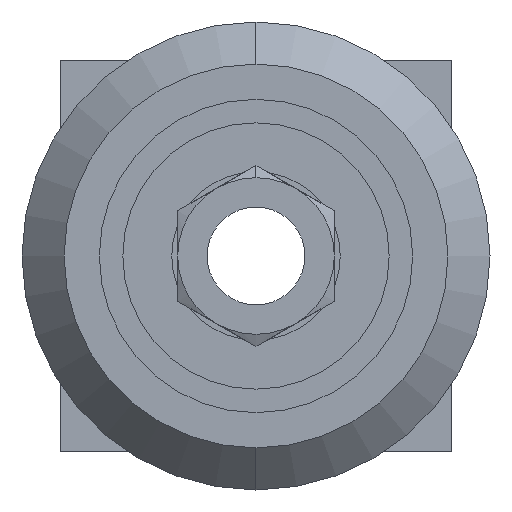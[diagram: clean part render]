
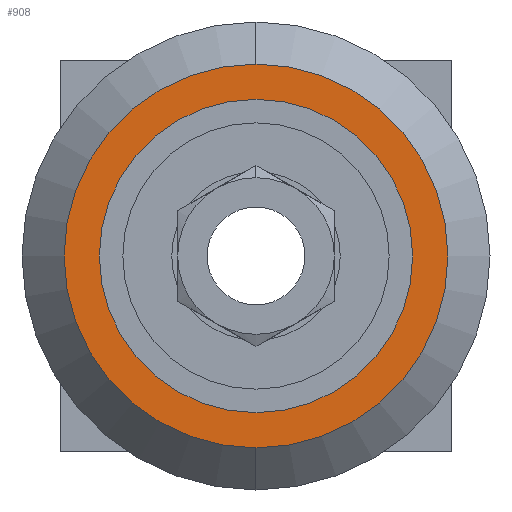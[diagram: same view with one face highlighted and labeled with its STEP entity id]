
A CAD part, left-side view. The second image highlights one B-rep face of the part: STEP entity #908.
In plain terms, the highlighted planar face has unit normal (-1, 0, 0).
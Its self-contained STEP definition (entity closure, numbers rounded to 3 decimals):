
#22 = VERTEX_POINT('',#23);
#23 = CARTESIAN_POINT('',(8.9,0.,-8.));
#32 = CYLINDRICAL_SURFACE('',#33,8.);
#33 = AXIS2_PLACEMENT_3D('',#34,#35,#36);
#34 = CARTESIAN_POINT('',(14.,0.,0.));
#35 = DIRECTION('',(1.,0.,0.));
#36 = DIRECTION('',(0.,0.,-1.));
#44 = CYLINDRICAL_SURFACE('',#45,8.);
#45 = AXIS2_PLACEMENT_3D('',#46,#47,#48);
#46 = CARTESIAN_POINT('',(14.,0.,0.));
#47 = DIRECTION('',(1.,0.,0.));
#48 = DIRECTION('',(0.,0.,-1.));
#90 = VERTEX_POINT('',#91);
#91 = CARTESIAN_POINT('',(8.9,0.,8.));
#112 = EDGE_CURVE('',#90,#22,#113,.T.);
#113 = SURFACE_CURVE('',#114,(#119,#126),.PCURVE_S1.);
#114 = CIRCLE('',#115,8.);
#115 = AXIS2_PLACEMENT_3D('',#116,#117,#118);
#116 = CARTESIAN_POINT('',(8.9,0.,0.));
#117 = DIRECTION('',(1.,-0.,0.));
#118 = DIRECTION('',(0.,0.,-1.));
#119 = PCURVE('',#32,#120);
#120 = DEFINITIONAL_REPRESENTATION('',(#121),#125);
#121 = LINE('',#122,#123);
#122 = CARTESIAN_POINT('',(0.,-5.1));
#123 = VECTOR('',#124,1.);
#124 = DIRECTION('',(1.,0.));
#125 = ( GEOMETRIC_REPRESENTATION_CONTEXT(2) 
PARAMETRIC_REPRESENTATION_CONTEXT() REPRESENTATION_CONTEXT('2D SPACE',''
  ) );
#126 = PCURVE('',#127,#132);
#127 = PLANE('',#128);
#128 = AXIS2_PLACEMENT_3D('',#129,#130,#131);
#129 = CARTESIAN_POINT('',(8.9,8.,0.));
#130 = DIRECTION('',(-1.,0.,0.));
#131 = DIRECTION('',(0.,0.,1.));
#132 = DEFINITIONAL_REPRESENTATION('',(#133),#141);
#133 = ( BOUNDED_CURVE() B_SPLINE_CURVE(2,(#134,#135,#136,#137,#138,#139
,#140),.UNSPECIFIED.,.T.,.F.) B_SPLINE_CURVE_WITH_KNOTS((1,2,2,2,2,1),(
    -2.094,0.,2.094,4.189,6.283,
8.378),.UNSPECIFIED.) CURVE() GEOMETRIC_REPRESENTATION_ITEM() 
RATIONAL_B_SPLINE_CURVE((1.,0.5,1.,0.5,1.,0.5,1.)) REPRESENTATION_ITEM(
  '') );
#134 = CARTESIAN_POINT('',(-8.,-8.));
#135 = CARTESIAN_POINT('',(-8.,5.856));
#136 = CARTESIAN_POINT('',(4.,-1.072));
#137 = CARTESIAN_POINT('',(16.,-8.));
#138 = CARTESIAN_POINT('',(4.,-14.928));
#139 = CARTESIAN_POINT('',(-8.,-21.856));
#140 = CARTESIAN_POINT('',(-8.,-8.));
#141 = ( GEOMETRIC_REPRESENTATION_CONTEXT(2) 
PARAMETRIC_REPRESENTATION_CONTEXT() REPRESENTATION_CONTEXT('2D SPACE',''
  ) );
#146 = EDGE_CURVE('',#147,#149,#151,.T.);
#147 = VERTEX_POINT('',#148);
#148 = CARTESIAN_POINT('',(8.9,0.,-9.8));
#149 = VERTEX_POINT('',#150);
#150 = CARTESIAN_POINT('',(8.9,0.,9.8));
#151 = SURFACE_CURVE('',#152,(#157,#169),.PCURVE_S1.);
#152 = CIRCLE('',#153,9.8);
#153 = AXIS2_PLACEMENT_3D('',#154,#155,#156);
#154 = CARTESIAN_POINT('',(8.9,0.,0.));
#155 = DIRECTION('',(1.,-0.,0.));
#156 = DIRECTION('',(0.,0.,-1.));
#157 = PCURVE('',#158,#163);
#158 = CONICAL_SURFACE('',#159,11.95,0.785);
#159 = AXIS2_PLACEMENT_3D('',#160,#161,#162);
#160 = CARTESIAN_POINT('',(11.05,0.,0.));
#161 = DIRECTION('',(1.,0.,0.));
#162 = DIRECTION('',(0.,0.,-1.));
#163 = DEFINITIONAL_REPRESENTATION('',(#164),#168);
#164 = LINE('',#165,#166);
#165 = CARTESIAN_POINT('',(0.,-2.15));
#166 = VECTOR('',#167,1.);
#167 = DIRECTION('',(1.,0.));
#168 = ( GEOMETRIC_REPRESENTATION_CONTEXT(2) 
PARAMETRIC_REPRESENTATION_CONTEXT() REPRESENTATION_CONTEXT('2D SPACE',''
  ) );
#169 = PCURVE('',#127,#170);
#170 = DEFINITIONAL_REPRESENTATION('',(#171),#179);
#171 = ( BOUNDED_CURVE() B_SPLINE_CURVE(2,(#172,#173,#174,#175,#176,#177
,#178),.UNSPECIFIED.,.T.,.F.) B_SPLINE_CURVE_WITH_KNOTS((1,2,2,2,2,1),(
    -2.094,0.,2.094,4.189,6.283,
8.378),.UNSPECIFIED.) CURVE() GEOMETRIC_REPRESENTATION_ITEM() 
RATIONAL_B_SPLINE_CURVE((1.,0.5,1.,0.5,1.,0.5,1.)) REPRESENTATION_ITEM(
  '') );
#172 = CARTESIAN_POINT('',(-9.8,-8.));
#173 = CARTESIAN_POINT('',(-9.8,8.974));
#174 = CARTESIAN_POINT('',(4.9,0.487));
#175 = CARTESIAN_POINT('',(19.6,-8.));
#176 = CARTESIAN_POINT('',(4.9,-16.487));
#177 = CARTESIAN_POINT('',(-9.8,-24.974));
#178 = CARTESIAN_POINT('',(-9.8,-8.));
#179 = ( GEOMETRIC_REPRESENTATION_CONTEXT(2) 
PARAMETRIC_REPRESENTATION_CONTEXT() REPRESENTATION_CONTEXT('2D SPACE',''
  ) );
#197 = CONICAL_SURFACE('',#198,11.95,0.785);
#198 = AXIS2_PLACEMENT_3D('',#199,#200,#201);
#199 = CARTESIAN_POINT('',(11.05,0.,0.));
#200 = DIRECTION('',(1.,0.,0.));
#201 = DIRECTION('',(0.,0.,-1.));
#881 = EDGE_CURVE('',#149,#147,#882,.T.);
#882 = SURFACE_CURVE('',#883,(#888,#895),.PCURVE_S1.);
#883 = CIRCLE('',#884,9.8);
#884 = AXIS2_PLACEMENT_3D('',#885,#886,#887);
#885 = CARTESIAN_POINT('',(8.9,0.,0.));
#886 = DIRECTION('',(1.,-0.,0.));
#887 = DIRECTION('',(0.,0.,-1.));
#888 = PCURVE('',#197,#889);
#889 = DEFINITIONAL_REPRESENTATION('',(#890),#894);
#890 = LINE('',#891,#892);
#891 = CARTESIAN_POINT('',(0.,-2.15));
#892 = VECTOR('',#893,1.);
#893 = DIRECTION('',(1.,0.));
#894 = ( GEOMETRIC_REPRESENTATION_CONTEXT(2) 
PARAMETRIC_REPRESENTATION_CONTEXT() REPRESENTATION_CONTEXT('2D SPACE',''
  ) );
#895 = PCURVE('',#127,#896);
#896 = DEFINITIONAL_REPRESENTATION('',(#897),#905);
#897 = ( BOUNDED_CURVE() B_SPLINE_CURVE(2,(#898,#899,#900,#901,#902,#903
,#904),.UNSPECIFIED.,.T.,.F.) B_SPLINE_CURVE_WITH_KNOTS((1,2,2,2,2,1),(
    -2.094,0.,2.094,4.189,6.283,
8.378),.UNSPECIFIED.) CURVE() GEOMETRIC_REPRESENTATION_ITEM() 
RATIONAL_B_SPLINE_CURVE((1.,0.5,1.,0.5,1.,0.5,1.)) REPRESENTATION_ITEM(
  '') );
#898 = CARTESIAN_POINT('',(-9.8,-8.));
#899 = CARTESIAN_POINT('',(-9.8,8.974));
#900 = CARTESIAN_POINT('',(4.9,0.487));
#901 = CARTESIAN_POINT('',(19.6,-8.));
#902 = CARTESIAN_POINT('',(4.9,-16.487));
#903 = CARTESIAN_POINT('',(-9.8,-24.974));
#904 = CARTESIAN_POINT('',(-9.8,-8.));
#905 = ( GEOMETRIC_REPRESENTATION_CONTEXT(2) 
PARAMETRIC_REPRESENTATION_CONTEXT() REPRESENTATION_CONTEXT('2D SPACE',''
  ) );
#908 = ADVANCED_FACE('',(#909,#938),#127,.T.);
#909 = FACE_BOUND('',#910,.T.);
#910 = EDGE_LOOP('',(#911,#937));
#911 = ORIENTED_EDGE('',*,*,#912,.T.);
#912 = EDGE_CURVE('',#22,#90,#913,.T.);
#913 = SURFACE_CURVE('',#914,(#919,#930),.PCURVE_S1.);
#914 = CIRCLE('',#915,8.);
#915 = AXIS2_PLACEMENT_3D('',#916,#917,#918);
#916 = CARTESIAN_POINT('',(8.9,0.,0.));
#917 = DIRECTION('',(1.,-0.,0.));
#918 = DIRECTION('',(0.,0.,-1.));
#919 = PCURVE('',#127,#920);
#920 = DEFINITIONAL_REPRESENTATION('',(#921),#929);
#921 = ( BOUNDED_CURVE() B_SPLINE_CURVE(2,(#922,#923,#924,#925,#926,#927
,#928),.UNSPECIFIED.,.T.,.F.) B_SPLINE_CURVE_WITH_KNOTS((1,2,2,2,2,1),(
    -2.094,0.,2.094,4.189,6.283,
8.378),.UNSPECIFIED.) CURVE() GEOMETRIC_REPRESENTATION_ITEM() 
RATIONAL_B_SPLINE_CURVE((1.,0.5,1.,0.5,1.,0.5,1.)) REPRESENTATION_ITEM(
  '') );
#922 = CARTESIAN_POINT('',(-8.,-8.));
#923 = CARTESIAN_POINT('',(-8.,5.856));
#924 = CARTESIAN_POINT('',(4.,-1.072));
#925 = CARTESIAN_POINT('',(16.,-8.));
#926 = CARTESIAN_POINT('',(4.,-14.928));
#927 = CARTESIAN_POINT('',(-8.,-21.856));
#928 = CARTESIAN_POINT('',(-8.,-8.));
#929 = ( GEOMETRIC_REPRESENTATION_CONTEXT(2) 
PARAMETRIC_REPRESENTATION_CONTEXT() REPRESENTATION_CONTEXT('2D SPACE',''
  ) );
#930 = PCURVE('',#44,#931);
#931 = DEFINITIONAL_REPRESENTATION('',(#932),#936);
#932 = LINE('',#933,#934);
#933 = CARTESIAN_POINT('',(0.,-5.1));
#934 = VECTOR('',#935,1.);
#935 = DIRECTION('',(1.,0.));
#936 = ( GEOMETRIC_REPRESENTATION_CONTEXT(2) 
PARAMETRIC_REPRESENTATION_CONTEXT() REPRESENTATION_CONTEXT('2D SPACE',''
  ) );
#937 = ORIENTED_EDGE('',*,*,#112,.T.);
#938 = FACE_BOUND('',#939,.T.);
#939 = EDGE_LOOP('',(#940,#941));
#940 = ORIENTED_EDGE('',*,*,#146,.F.);
#941 = ORIENTED_EDGE('',*,*,#881,.F.);
